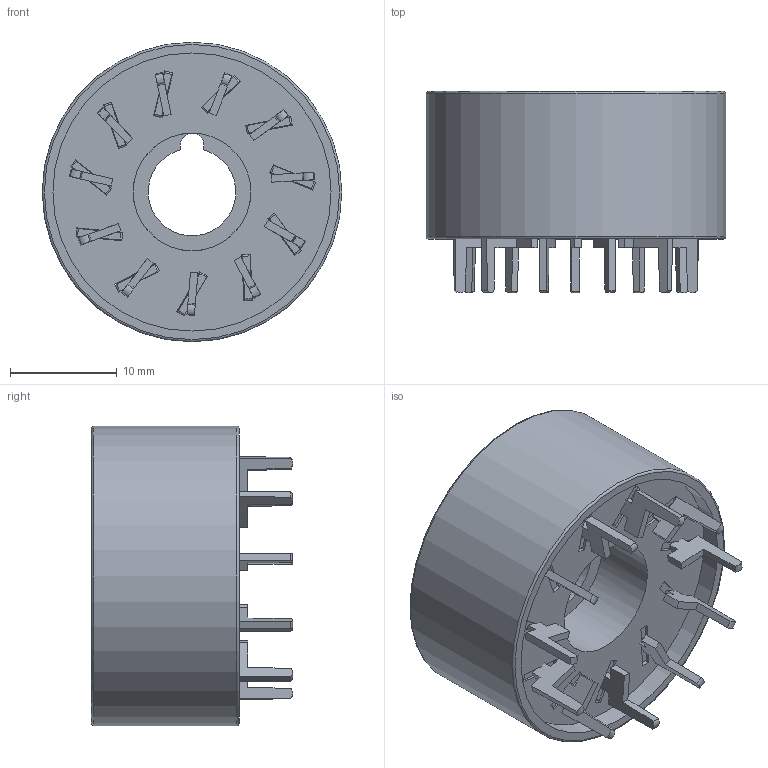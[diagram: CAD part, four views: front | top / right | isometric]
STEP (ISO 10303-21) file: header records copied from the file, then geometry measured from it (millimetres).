
FILE_DESCRIPTION(/* description */ (''),/* implementation_level */ '2;1');
FILE_NAME(/* name */ '90.15.stp',/* time_stamp */ '2022-03-08T15:53:53+01:00',/* author */ ('marco'),/* organization */ (''),/* preprocessor_version */ 'ST-DEVELOPER v17',/* originating_system */ 'Autodesk Inventor 2019',/* authorisation */ '');
FILE_SCHEMA (('AUTOMOTIVE_DESIGN { 1 0 10303 214 3 1 1 }'));
Length unit declared in the file: millimetre
Products named in the file (4): ZC11; ZC11_1; EF00092; EF00092_1
Assembly tree (23 placements, depth 2):
  ZC11
    ZC11_1
    EF00092  x11
    EF00092_1  x11
Bounding box: 28 x 18.8 x 28 mm (x, y, z)
Volume: 5808.3 mm3; surface area: 6317 mm2
Topology: 23 solids, 23 shells, 433 faces, 1159 edges, 773 vertices
Faces by surface type: plane 359, cylinder 72, torus 2
Full cylindrical faces by diameter (mm): 11 x2, 26 x1, 28 x1
Entity records: 5994 total; most frequent: CARTESIAN_POINT 1032, ORIENTED_EDGE 998, DIRECTION 976, EDGE_CURVE 499, LINE 422, VECTOR 422, VERTEX_POINT 333, AXIS2_PLACEMENT_3D 277
